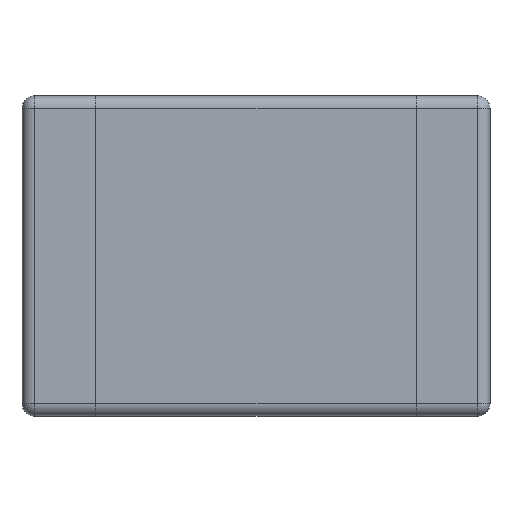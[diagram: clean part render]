
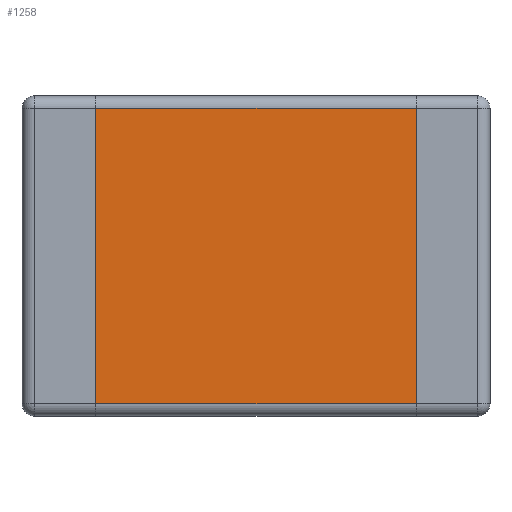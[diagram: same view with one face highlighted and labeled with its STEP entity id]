
A CAD part, front view. The second image highlights one B-rep face of the part: STEP entity #1258.
In plain terms, the highlighted planar face has unit normal (0, -1, 0).
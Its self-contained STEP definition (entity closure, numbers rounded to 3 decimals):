
#122 = CARTESIAN_POINT ( 'NONE',  ( -0.65, 0., -0.6 ) ) ;
#152 = CARTESIAN_POINT ( 'NONE',  ( -0.65, 0., 0.6 ) ) ;
#312 = CARTESIAN_POINT ( 'NONE',  ( 0.65, 0., 0.6 ) ) ;
#361 = DIRECTION ( 'NONE',  ( 1., 0., 0. ) ) ;
#362 = VECTOR ( 'NONE', #361, 1000. ) ;
#363 = CARTESIAN_POINT ( 'NONE',  ( 0.95, 0., -0.6 ) ) ;
#364 = LINE ( 'NONE', #363, #362 ) ;
#365 = DIRECTION ( 'NONE',  ( 0., 0., -1. ) ) ;
#366 = DIRECTION ( 'NONE',  ( 0., -1., 0. ) ) ;
#367 = CARTESIAN_POINT ( 'NONE',  ( 0.95, 0., -0.65 ) ) ;
#368 = AXIS2_PLACEMENT_3D ( 'NONE', #367, #366, #365 ) ;
#369 = PLANE ( 'NONE',  #368 ) ;
#384 = FACE_OUTER_BOUND ( 'NONE', #1259, .T. ) ;
#416 = DIRECTION ( 'NONE',  ( -1., 0., 0. ) ) ;
#417 = VECTOR ( 'NONE', #416, 1000. ) ;
#418 = CARTESIAN_POINT ( 'NONE',  ( -0.95, 0., 0.6 ) ) ;
#419 = LINE ( 'NONE', #418, #417 ) ;
#1090 = VERTEX_POINT ( 'NONE', #1477 ) ;
#1092 = EDGE_CURVE ( 'NONE', #1243, #1090, #1476, .T. ) ;
#1100 = EDGE_CURVE ( 'NONE', #1171, #1176, #1545, .T. ) ;
#1171 = VERTEX_POINT ( 'NONE', #122 ) ;
#1176 = VERTEX_POINT ( 'NONE', #152 ) ;
#1243 = VERTEX_POINT ( 'NONE', #312 ) ;
#1258 = ADVANCED_FACE ( 'NONE', ( #384 ), #369, .T. ) ;
#1259 = EDGE_LOOP ( 'NONE', ( #1260, #1261, #1263, #1264 ) ) ;
#1260 = ORIENTED_EDGE ( 'NONE', *, *, #1100, .F. ) ;
#1261 = ORIENTED_EDGE ( 'NONE', *, *, #1262, .T. ) ;
#1262 = EDGE_CURVE ( 'NONE', #1171, #1090, #364, .T. ) ;
#1263 = ORIENTED_EDGE ( 'NONE', *, *, #1092, .F. ) ;
#1264 = ORIENTED_EDGE ( 'NONE', *, *, #1265, .T. ) ;
#1265 = EDGE_CURVE ( 'NONE', #1243, #1176, #419, .T. ) ;
#1473 = DIRECTION ( 'NONE',  ( 0., 0., -1. ) ) ;
#1474 = VECTOR ( 'NONE', #1473, 1000. ) ;
#1475 = CARTESIAN_POINT ( 'NONE',  ( 0.65, 0., -0.65 ) ) ;
#1476 = LINE ( 'NONE', #1475, #1474 ) ;
#1477 = CARTESIAN_POINT ( 'NONE',  ( 0.65, 0., -0.6 ) ) ;
#1542 = DIRECTION ( 'NONE',  ( 0., 0., 1. ) ) ;
#1543 = VECTOR ( 'NONE', #1542, 1000. ) ;
#1544 = CARTESIAN_POINT ( 'NONE',  ( -0.65, 0., -0.65 ) ) ;
#1545 = LINE ( 'NONE', #1544, #1543 ) ;
